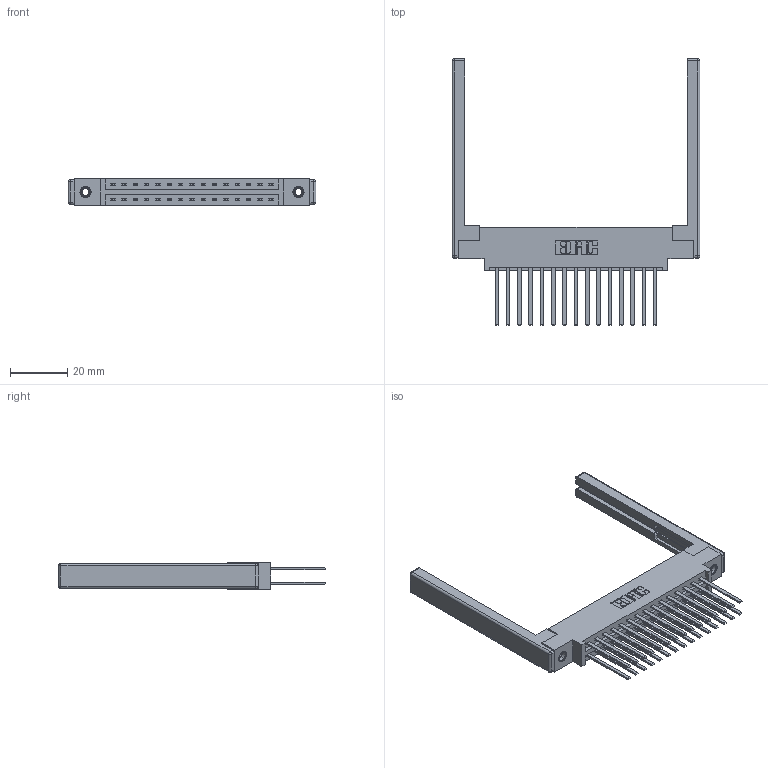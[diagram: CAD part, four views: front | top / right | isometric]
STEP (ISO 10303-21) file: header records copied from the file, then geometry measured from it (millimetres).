
FILE_DESCRIPTION (( 'STEP AP203' ), '1' );
FILE_NAME ('337-030-544-868.STEP', '2019-10-10T23:57:04', ( '' ), ( '' ), 'SwSTEP 2.0', 'SolidWorks 2016', '' );
FILE_SCHEMA (( 'CONFIG_CONTROL_DESIGN' ));
Length unit declared in the file: inch
Products named in the file (5): 337-030-544-868; 337 Part_0.170 Offset - 0.156 Dia-TI; 345-250-001_345-250-001-102; 345-292-001_345-293-144; 307-220-068
Assembly tree (35 placements, depth 2):
  337-030-544-868
    337 Part_0.170 Offset - 0.156 Dia-TI
    345-292-001_345-293-144  x30
    345-250-001_345-250-001-102  x2
    307-220-068  x2
Bounding box: 86.87 x 93.35 x 9.4 mm (x, y, z)
Volume: 13483.3 mm3; surface area: 15539.6 mm2
Topology: 35 solids, 35 shells, 1712 faces, 5003 edges, 3274 vertices
Faces by surface type: plane 1182, cylinder 506, cone 12, sphere 8, torus 4
Entity records: 17830 total; most frequent: CARTESIAN_POINT 2991, ORIENTED_EDGE 2916, DIRECTION 2660, EDGE_CURVE 1458, VECTOR 1284, LINE 1284, VERTEX_POINT 962, AXIS2_PLACEMENT_3D 688
